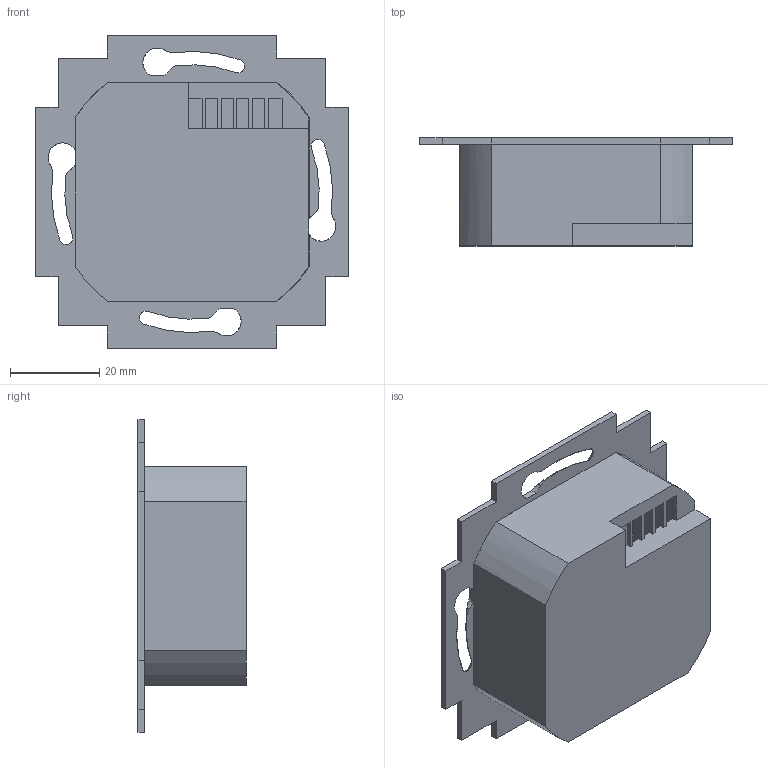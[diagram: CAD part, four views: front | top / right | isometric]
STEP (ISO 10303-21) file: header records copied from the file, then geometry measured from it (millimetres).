
FILE_DESCRIPTION(/* description */ (''),/* implementation_level */ '2;1');
FILE_NAME(/* name */ 'UPgehaeuse v33_bottom.step',/* time_stamp */ '2025-04-21T15:43:37+02:00',/* author */ (''),/* organization */ (''),/* preprocessor_version */ 'ST-DEVELOPER v20.1',/* originating_system */ 'Autodesk Translation Framework v14.4.0.0',/* authorisation */ '');
FILE_SCHEMA (('AUTOMOTIVE_DESIGN { 1 0 10303 214 3 1 1 }'));
Length unit declared in the file: millimetre
Products named in the file (1): UPgehaeuse
Bounding box: 70 x 24.2 x 70 mm (x, y, z)
Volume: 14583.7 mm3; surface area: 22238.5 mm2
Topology: 2 solids, 2 shells, 173 faces, 519 edges, 342 vertices
Faces by surface type: plane 111, cylinder 50, cone 12
Full cylindrical faces by diameter (mm): 3.5 x2, 4.1 x2
Entity records: 5925 total; most frequent: CARTESIAN_POINT 1099, ORIENTED_EDGE 1038, DIRECTION 971, EDGE_CURVE 519, LINE 375, VECTOR 375, VERTEX_POINT 342, AXIS2_PLACEMENT_3D 298
